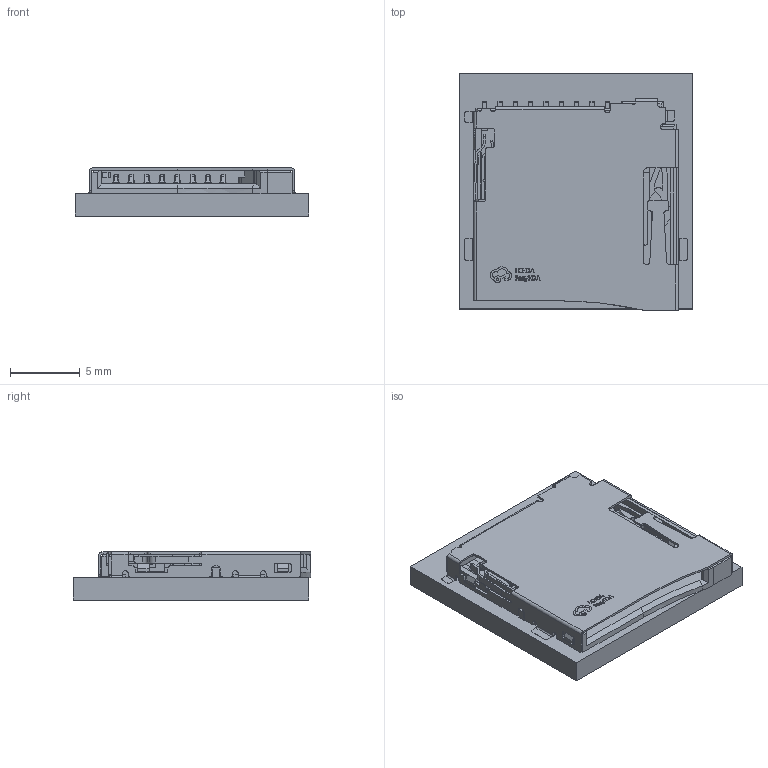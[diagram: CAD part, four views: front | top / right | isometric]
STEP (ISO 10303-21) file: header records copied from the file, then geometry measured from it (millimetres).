
FILE_DESCRIPTION(('Designed by EasyEDA Pro'),'2;1');
FILE_NAME('Open CASCADE Shape Model','2023-04-22T10:10:11',('Author'),( 'Open CASCADE'),'Open CASCADE STEP processor 7.6','Open CASCADE 7.6' ,'Unknown');
FILE_SCHEMA(('AUTOMOTIVE_DESIGN { 1 0 10303 214 1 1 1 1 }'));
Length unit declared in the file: millimetre
Products named in the file (5): PCBModel; COMPOUND; CARD1; TF-SMD_TF-01A
Assembly tree (4 placements, depth 4):
  PCBModel
    COMPOUND
    CARD1
      TF-SMD_TF-01A
        COMPOUND
Bounding box: 16.8 x 17.03 x 3.45 mm (x, y, z)
Volume: 640.6 mm3; surface area: 1702.6 mm2
Topology: 21 solids, 21 shells, 1259 faces, 3306 edges, 2104 vertices
Faces by surface type: plane 804, bspline 277, cylinder 142, torus 36
Full cylindrical faces by diameter (mm): 1 x2
Entity records: 59994 total; most frequent: CARTESIAN_POINT 19015, ORIENTED_EDGE 6612, DIRECTION 5029, EDGE_CURVE 3306, LINE 2425, VECTOR 2425, VERTEX_POINT 2104, AXIS2_PLACEMENT_3D 1302
